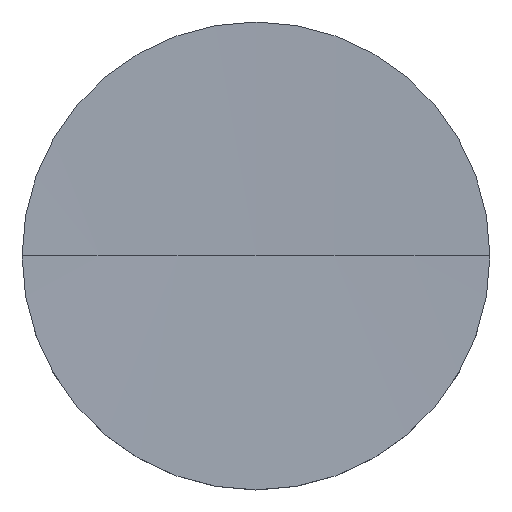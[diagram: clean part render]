
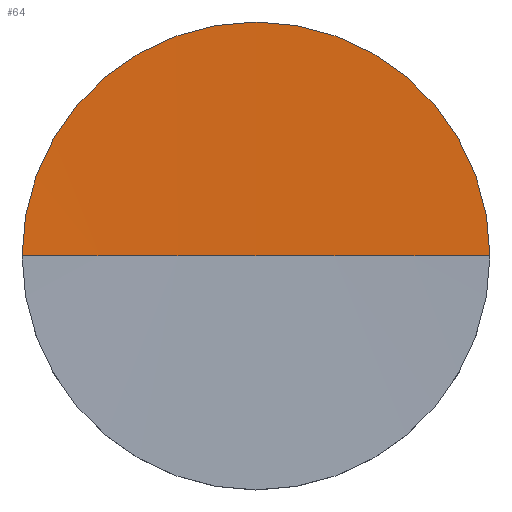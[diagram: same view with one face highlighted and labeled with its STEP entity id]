
A CAD part, top view. The second image highlights one B-rep face of the part: STEP entity #64.
In plain terms, the highlighted spherical face has radius 2000 mm.
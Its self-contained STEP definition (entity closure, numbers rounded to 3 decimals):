
#3 = AXIS2_PLACEMENT_3D ( 'NONE', #98, #90, #16 ) ;
#16 = DIRECTION ( 'NONE',  ( 1., 0., 0. ) ) ;
#20 = VERTEX_POINT ( 'NONE', #66 ) ;
#25 = CARTESIAN_POINT ( 'NONE',  ( -50.8, 0., 15. ) ) ;
#30 = AXIS2_PLACEMENT_3D ( 'NONE', #103, #154, #168 ) ;
#32 = EDGE_CURVE ( 'NONE', #174, #20, #49, .T. ) ;
#49 = CIRCLE ( 'NONE', #56, 2000. ) ;
#56 = AXIS2_PLACEMENT_3D ( 'NONE', #70, #175, #68 ) ;
#64 = ADVANCED_FACE ( 'NONE', ( #101 ), #195, .F. ) ;
#65 = CIRCLE ( 'NONE', #3, 50.8 ) ;
#66 = CARTESIAN_POINT ( 'NONE',  ( 0., 0., 14.355 ) ) ;
#68 = DIRECTION ( 'NONE',  ( 0., 0., 1. ) ) ;
#70 = CARTESIAN_POINT ( 'NONE',  ( 0., 0., 2014.355 ) ) ;
#72 = AXIS2_PLACEMENT_3D ( 'NONE', #196, #162, #100 ) ;
#83 = VERTEX_POINT ( 'NONE', #25 ) ;
#85 = CARTESIAN_POINT ( 'NONE',  ( 50.8, 0., 15. ) ) ;
#90 = DIRECTION ( 'NONE',  ( 0., 0., -1. ) ) ;
#96 = ORIENTED_EDGE ( 'NONE', *, *, #192, .T. ) ;
#98 = CARTESIAN_POINT ( 'NONE',  ( 0., 0., 15. ) ) ;
#100 = DIRECTION ( 'NONE',  ( 1., 0., 0. ) ) ;
#101 = FACE_OUTER_BOUND ( 'NONE', #190, .T. ) ;
#103 = CARTESIAN_POINT ( 'NONE',  ( 0., 0., 2014.355 ) ) ;
#129 = CIRCLE ( 'NONE', #72, 2000. ) ;
#131 = ORIENTED_EDGE ( 'NONE', *, *, #145, .F. ) ;
#145 = EDGE_CURVE ( 'NONE', #83, #174, #65, .T. ) ;
#154 = DIRECTION ( 'NONE',  ( 0., -1., 0. ) ) ;
#162 = DIRECTION ( 'NONE',  ( 0., -1., 0. ) ) ;
#168 = DIRECTION ( 'NONE',  ( 1., 0., 0. ) ) ;
#173 = ORIENTED_EDGE ( 'NONE', *, *, #32, .F. ) ;
#174 = VERTEX_POINT ( 'NONE', #85 ) ;
#175 = DIRECTION ( 'NONE',  ( 0., 1., 0. ) ) ;
#190 = EDGE_LOOP ( 'NONE', ( #131, #96, #173 ) ) ;
#192 = EDGE_CURVE ( 'NONE', #83, #20, #129, .T. ) ;
#195 = SPHERICAL_SURFACE ( 'NONE', #30, 2000. ) ;
#196 = CARTESIAN_POINT ( 'NONE',  ( 0., 0., 2014.355 ) ) ;
